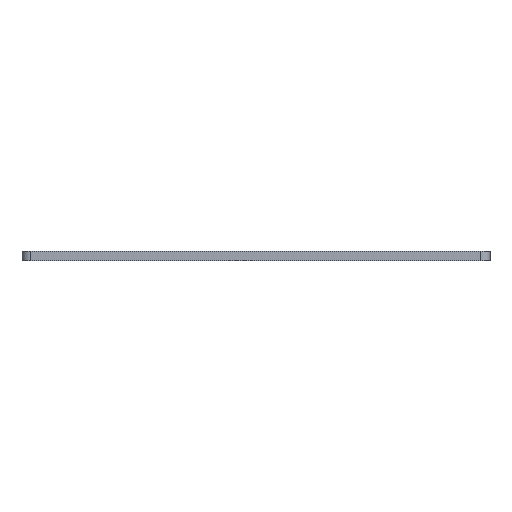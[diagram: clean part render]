
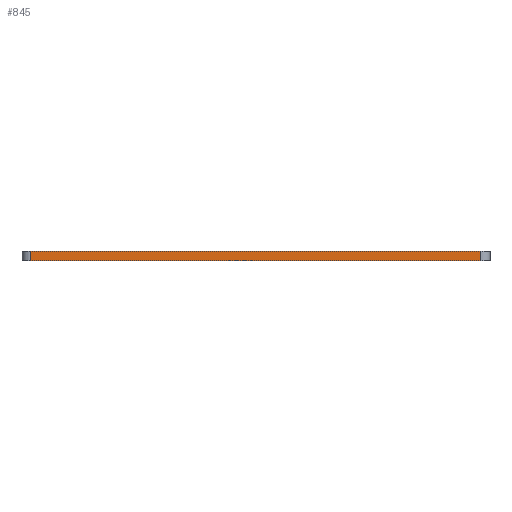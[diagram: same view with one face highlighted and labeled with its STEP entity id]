
A CAD part, front view. The second image highlights one B-rep face of the part: STEP entity #845.
In plain terms, the highlighted planar face has unit normal (0, -1, 0).
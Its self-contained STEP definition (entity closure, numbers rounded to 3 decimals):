
#20 = EDGE_CURVE ( 'NONE', #71, #846, #868, .T. ) ;
#32 = VERTEX_POINT ( 'NONE', #937 ) ;
#42 = AXIS2_PLACEMENT_3D ( 'NONE', #154, #730, #290 ) ;
#71 = VERTEX_POINT ( 'NONE', #863 ) ;
#154 = CARTESIAN_POINT ( 'NONE',  ( 0., 0., 3. ) ) ;
#183 = CARTESIAN_POINT ( 'NONE',  ( 0., 0., 3. ) ) ;
#200 = DIRECTION ( 'NONE',  ( 1., 0., 0. ) ) ;
#220 = CARTESIAN_POINT ( 'NONE',  ( 0., 0., 0. ) ) ;
#225 = FACE_OUTER_BOUND ( 'NONE', #754, .T. ) ;
#231 = LINE ( 'NONE', #671, #907 ) ;
#249 = ORIENTED_EDGE ( 'NONE', *, *, #278, .T. ) ;
#257 = ORIENTED_EDGE ( 'NONE', *, *, #574, .T. ) ;
#265 = ORIENTED_EDGE ( 'NONE', *, *, #877, .T. ) ;
#278 = EDGE_CURVE ( 'NONE', #32, #846, #280, .T. ) ;
#280 = LINE ( 'NONE', #785, #708 ) ;
#290 = DIRECTION ( 'NONE',  ( 0., 0., 1. ) ) ;
#303 = DIRECTION ( 'NONE',  ( 0., 0., -1. ) ) ;
#311 = CARTESIAN_POINT ( 'NONE',  ( 153., 0., 3. ) ) ;
#380 = CARTESIAN_POINT ( 'NONE',  ( 3., 0., 0. ) ) ;
#403 = LINE ( 'NONE', #220, #889 ) ;
#494 = VECTOR ( 'NONE', #200, 1000. ) ;
#574 = EDGE_CURVE ( 'NONE', #821, #32, #403, .T. ) ;
#582 = DIRECTION ( 'NONE',  ( 0., 0., 1. ) ) ;
#631 = ORIENTED_EDGE ( 'NONE', *, *, #20, .F. ) ;
#671 = CARTESIAN_POINT ( 'NONE',  ( 3., 0., 3. ) ) ;
#708 = VECTOR ( 'NONE', #582, 1000. ) ;
#730 = DIRECTION ( 'NONE',  ( 0., 1., 0. ) ) ;
#731 = DIRECTION ( 'NONE',  ( 1., 0., 0. ) ) ;
#754 = EDGE_LOOP ( 'NONE', ( #631, #265, #257, #249 ) ) ;
#785 = CARTESIAN_POINT ( 'NONE',  ( 153., 0., 3. ) ) ;
#821 = VERTEX_POINT ( 'NONE', #380 ) ;
#845 = ADVANCED_FACE ( 'NONE', ( #225 ), #949, .F. ) ;
#846 = VERTEX_POINT ( 'NONE', #311 ) ;
#863 = CARTESIAN_POINT ( 'NONE',  ( 3., 0., 3. ) ) ;
#868 = LINE ( 'NONE', #183, #494 ) ;
#877 = EDGE_CURVE ( 'NONE', #71, #821, #231, .T. ) ;
#889 = VECTOR ( 'NONE', #731, 1000. ) ;
#907 = VECTOR ( 'NONE', #303, 1000. ) ;
#937 = CARTESIAN_POINT ( 'NONE',  ( 153., 0., 0. ) ) ;
#949 = PLANE ( 'NONE',  #42 ) ;
